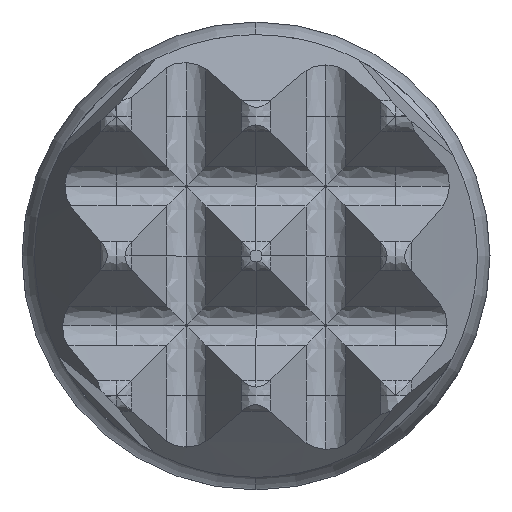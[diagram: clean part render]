
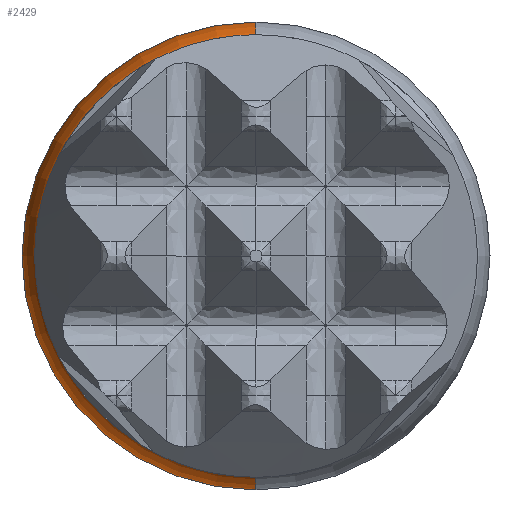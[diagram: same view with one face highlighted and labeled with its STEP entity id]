
A CAD part, left-side view. The second image highlights one B-rep face of the part: STEP entity #2429.
In plain terms, the highlighted toroidal (fillet/blend) face has major radius 0.292 mm and minor radius 0.218 mm.
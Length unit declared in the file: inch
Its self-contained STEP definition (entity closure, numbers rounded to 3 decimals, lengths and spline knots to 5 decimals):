
#451 = VERTEX_POINT ( 'NONE', #876 ) ;
#876 = CARTESIAN_POINT ( 'NONE',  ( 0.05189, 0., -0.01852 ) ) ;
#1093 = ORIENTED_EDGE ( 'NONE', *, *, #3860, .F. ) ;
#1627 = FACE_OUTER_BOUND ( 'NONE', #10292, .T. ) ;
#2165 = AXIS2_PLACEMENT_3D ( 'NONE', #7851, #2874, #8679 ) ;
#2301 = CARTESIAN_POINT ( 'NONE',  ( 0.05686, 0., 0.0115 ) ) ;
#2429 = ADVANCED_FACE ( 'NONE', ( #1627 ), #2790, .T. ) ;
#2519 = CARTESIAN_POINT ( 'NONE',  ( 0.05686, 0., -0.0115 ) ) ;
#2790 = TOROIDAL_SURFACE ( 'NONE', #8122, 0.0115, 0.0086 ) ;
#2874 = DIRECTION ( 'NONE',  ( 1., 0., 0. ) ) ;
#2943 = VERTEX_POINT ( 'NONE', #3371 ) ;
#3019 = ORIENTED_EDGE ( 'NONE', *, *, #4421, .T. ) ;
#3094 = CIRCLE ( 'NONE', #8554, 0.0086 ) ;
#3135 = DIRECTION ( 'NONE',  ( 0., 0., 1. ) ) ;
#3224 = VERTEX_POINT ( 'NONE', #9170 ) ;
#3371 = CARTESIAN_POINT ( 'NONE',  ( 0.05686, 0., -0.0201 ) ) ;
#3386 = DIRECTION ( 'NONE',  ( 0., 0., -1. ) ) ;
#3455 = VERTEX_POINT ( 'NONE', #6966 ) ;
#3860 = EDGE_CURVE ( 'NONE', #451, #2943, #7040, .T. ) ;
#3949 = ORIENTED_EDGE ( 'NONE', *, *, #9908, .F. ) ;
#4015 = ORIENTED_EDGE ( 'NONE', *, *, #8078, .T. ) ;
#4421 = EDGE_CURVE ( 'NONE', #451, #3224, #7581, .T. ) ;
#4650 = AXIS2_PLACEMENT_3D ( 'NONE', #2519, #8340, #3386 ) ;
#4764 = CARTESIAN_POINT ( 'NONE',  ( 0.05686, 0., 0. ) ) ;
#5010 = CARTESIAN_POINT ( 'NONE',  ( 0.05686, 0., 0. ) ) ;
#5588 = DIRECTION ( 'NONE',  ( 0., 0., -1. ) ) ;
#6966 = CARTESIAN_POINT ( 'NONE',  ( 0.05686, 0., 0.0201 ) ) ;
#7040 = CIRCLE ( 'NONE', #4650, 0.0086 ) ;
#7145 = DIRECTION ( 'NONE',  ( 1., 0., 0. ) ) ;
#7581 = CIRCLE ( 'NONE', #2165, 0.01852 ) ;
#7851 = CARTESIAN_POINT ( 'NONE',  ( 0.05189, 0., 0. ) ) ;
#8078 = EDGE_CURVE ( 'NONE', #3224, #3455, #3094, .T. ) ;
#8107 = DIRECTION ( 'NONE',  ( 0., 1., 0. ) ) ;
#8122 = AXIS2_PLACEMENT_3D ( 'NONE', #5010, #7145, #10518 ) ;
#8340 = DIRECTION ( 'NONE',  ( 0., -1., 0. ) ) ;
#8554 = AXIS2_PLACEMENT_3D ( 'NONE', #2301, #8107, #3135 ) ;
#8679 = DIRECTION ( 'NONE',  ( 0., 0., -1. ) ) ;
#9025 = AXIS2_PLACEMENT_3D ( 'NONE', #4764, #10534, #5588 ) ;
#9170 = CARTESIAN_POINT ( 'NONE',  ( 0.05189, 0., 0.01852 ) ) ;
#9908 = EDGE_CURVE ( 'NONE', #2943, #3455, #10662, .T. ) ;
#10292 = EDGE_LOOP ( 'NONE', ( #3019, #4015, #3949, #1093 ) ) ;
#10518 = DIRECTION ( 'NONE',  ( 0., 0., -1. ) ) ;
#10534 = DIRECTION ( 'NONE',  ( 1., 0., 0. ) ) ;
#10662 = CIRCLE ( 'NONE', #9025, 0.0201 ) ;
